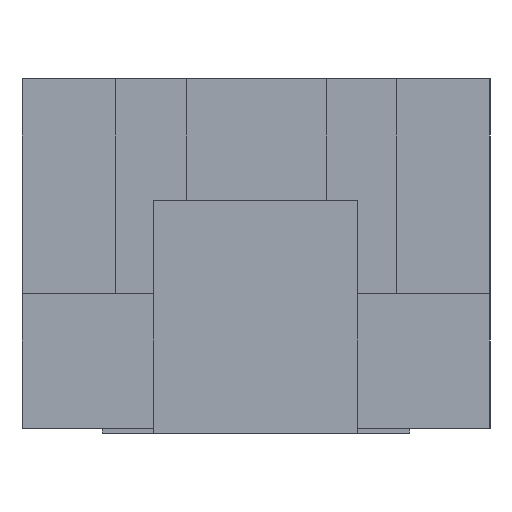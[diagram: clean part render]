
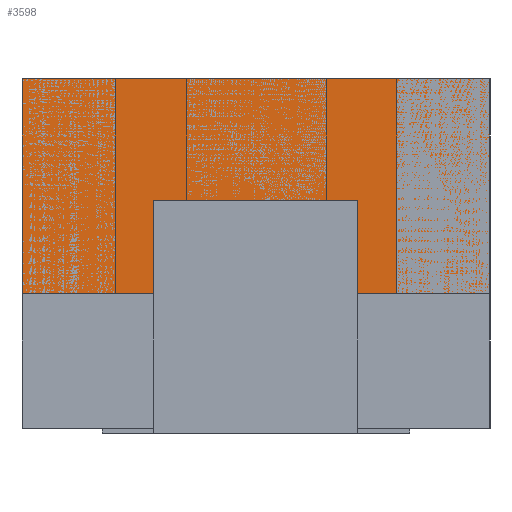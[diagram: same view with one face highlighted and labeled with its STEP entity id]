
A CAD part, left-side view. The second image highlights one B-rep face of the part: STEP entity #3598.
In plain terms, the highlighted planar face has unit normal (-1, 0, 0).
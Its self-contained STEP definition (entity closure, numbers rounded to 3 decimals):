
#3335 = EDGE_CURVE('',#3336,#3338,#3340,.T.);
#3336 = VERTEX_POINT('',#3337);
#3337 = CARTESIAN_POINT('',(0.05,0.,1.5));
#3338 = VERTEX_POINT('',#3339);
#3339 = CARTESIAN_POINT('',(0.05,0.,3.81));
#3340 = SURFACE_CURVE('',#3341,(#3345,#3357),.PCURVE_S1.);
#3341 = LINE('',#3342,#3343);
#3342 = CARTESIAN_POINT('',(0.05,0.,1.5));
#3343 = VECTOR('',#3344,1.);
#3344 = DIRECTION('',(0.,0.,1.));
#3345 = PCURVE('',#3346,#3351);
#3346 = PLANE('',#3347);
#3347 = AXIS2_PLACEMENT_3D('',#3348,#3349,#3350);
#3348 = CARTESIAN_POINT('',(0.05,0.,1.5));
#3349 = DIRECTION('',(0.,1.,0.));
#3350 = DIRECTION('',(1.,0.,0.));
#3351 = DEFINITIONAL_REPRESENTATION('',(#3352),#3356);
#3352 = LINE('',#3353,#3354);
#3353 = CARTESIAN_POINT('',(0.,0.));
#3354 = VECTOR('',#3355,1.);
#3355 = DIRECTION('',(0.,-1.));
#3356 = ( GEOMETRIC_REPRESENTATION_CONTEXT(2) 
PARAMETRIC_REPRESENTATION_CONTEXT() REPRESENTATION_CONTEXT('2D SPACE',''
  ) );
#3357 = PCURVE('',#3358,#3363);
#3358 = PLANE('',#3359);
#3359 = AXIS2_PLACEMENT_3D('',#3360,#3361,#3362);
#3360 = CARTESIAN_POINT('',(0.05,5.03,1.5));
#3361 = DIRECTION('',(1.,0.,0.));
#3362 = DIRECTION('',(0.,-1.,0.));
#3363 = DEFINITIONAL_REPRESENTATION('',(#3364),#3368);
#3364 = LINE('',#3365,#3366);
#3365 = CARTESIAN_POINT('',(5.03,0.));
#3366 = VECTOR('',#3367,1.);
#3367 = DIRECTION('',(0.,-1.));
#3368 = ( GEOMETRIC_REPRESENTATION_CONTEXT(2) 
PARAMETRIC_REPRESENTATION_CONTEXT() REPRESENTATION_CONTEXT('2D SPACE',''
  ) );
#3386 = PLANE('',#3387);
#3387 = AXIS2_PLACEMENT_3D('',#3388,#3389,#3390);
#3388 = CARTESIAN_POINT('',(0.25,2.515,3.81));
#3389 = DIRECTION('',(0.,0.,1.));
#3390 = DIRECTION('',(1.,0.,0.));
#3440 = PLANE('',#3441);
#3441 = AXIS2_PLACEMENT_3D('',#3442,#3443,#3444);
#3442 = CARTESIAN_POINT('',(0.25,2.515,1.5));
#3443 = DIRECTION('',(0.,0.,1.));
#3444 = DIRECTION('',(1.,0.,0.));
#3495 = PLANE('',#3496);
#3496 = AXIS2_PLACEMENT_3D('',#3497,#3498,#3499);
#3497 = CARTESIAN_POINT('',(0.45,5.03,1.5));
#3498 = DIRECTION('',(0.,-1.,0.));
#3499 = DIRECTION('',(-1.,0.,0.));
#3533 = VERTEX_POINT('',#3534);
#3534 = CARTESIAN_POINT('',(0.05,5.03,3.81));
#3555 = EDGE_CURVE('',#3556,#3533,#3558,.T.);
#3556 = VERTEX_POINT('',#3557);
#3557 = CARTESIAN_POINT('',(0.05,5.03,1.5));
#3558 = SURFACE_CURVE('',#3559,(#3563,#3570),.PCURVE_S1.);
#3559 = LINE('',#3560,#3561);
#3560 = CARTESIAN_POINT('',(0.05,5.03,1.5));
#3561 = VECTOR('',#3562,1.);
#3562 = DIRECTION('',(0.,0.,1.));
#3563 = PCURVE('',#3495,#3564);
#3564 = DEFINITIONAL_REPRESENTATION('',(#3565),#3569);
#3565 = LINE('',#3566,#3567);
#3566 = CARTESIAN_POINT('',(0.4,0.));
#3567 = VECTOR('',#3568,1.);
#3568 = DIRECTION('',(0.,-1.));
#3569 = ( GEOMETRIC_REPRESENTATION_CONTEXT(2) 
PARAMETRIC_REPRESENTATION_CONTEXT() REPRESENTATION_CONTEXT('2D SPACE',''
  ) );
#3570 = PCURVE('',#3358,#3571);
#3571 = DEFINITIONAL_REPRESENTATION('',(#3572),#3576);
#3572 = LINE('',#3573,#3574);
#3573 = CARTESIAN_POINT('',(0.,0.));
#3574 = VECTOR('',#3575,1.);
#3575 = DIRECTION('',(0.,-1.));
#3576 = ( GEOMETRIC_REPRESENTATION_CONTEXT(2) 
PARAMETRIC_REPRESENTATION_CONTEXT() REPRESENTATION_CONTEXT('2D SPACE',''
  ) );
#3598 = ADVANCED_FACE('',(#3599),#3358,.F.);
#3599 = FACE_BOUND('',#3600,.F.);
#3600 = EDGE_LOOP('',(#3601,#3602,#3623,#3624));
#3601 = ORIENTED_EDGE('',*,*,#3555,.T.);
#3602 = ORIENTED_EDGE('',*,*,#3603,.T.);
#3603 = EDGE_CURVE('',#3533,#3338,#3604,.T.);
#3604 = SURFACE_CURVE('',#3605,(#3609,#3616),.PCURVE_S1.);
#3605 = LINE('',#3606,#3607);
#3606 = CARTESIAN_POINT('',(0.05,5.03,3.81));
#3607 = VECTOR('',#3608,1.);
#3608 = DIRECTION('',(0.,-1.,0.));
#3609 = PCURVE('',#3358,#3610);
#3610 = DEFINITIONAL_REPRESENTATION('',(#3611),#3615);
#3611 = LINE('',#3612,#3613);
#3612 = CARTESIAN_POINT('',(0.,-2.31));
#3613 = VECTOR('',#3614,1.);
#3614 = DIRECTION('',(1.,0.));
#3615 = ( GEOMETRIC_REPRESENTATION_CONTEXT(2) 
PARAMETRIC_REPRESENTATION_CONTEXT() REPRESENTATION_CONTEXT('2D SPACE',''
  ) );
#3616 = PCURVE('',#3386,#3617);
#3617 = DEFINITIONAL_REPRESENTATION('',(#3618),#3622);
#3618 = LINE('',#3619,#3620);
#3619 = CARTESIAN_POINT('',(-0.2,2.515));
#3620 = VECTOR('',#3621,1.);
#3621 = DIRECTION('',(0.,-1.));
#3622 = ( GEOMETRIC_REPRESENTATION_CONTEXT(2) 
PARAMETRIC_REPRESENTATION_CONTEXT() REPRESENTATION_CONTEXT('2D SPACE',''
  ) );
#3623 = ORIENTED_EDGE('',*,*,#3335,.F.);
#3624 = ORIENTED_EDGE('',*,*,#3625,.F.);
#3625 = EDGE_CURVE('',#3556,#3336,#3626,.T.);
#3626 = SURFACE_CURVE('',#3627,(#3631,#3638),.PCURVE_S1.);
#3627 = LINE('',#3628,#3629);
#3628 = CARTESIAN_POINT('',(0.05,5.03,1.5));
#3629 = VECTOR('',#3630,1.);
#3630 = DIRECTION('',(0.,-1.,0.));
#3631 = PCURVE('',#3358,#3632);
#3632 = DEFINITIONAL_REPRESENTATION('',(#3633),#3637);
#3633 = LINE('',#3634,#3635);
#3634 = CARTESIAN_POINT('',(0.,0.));
#3635 = VECTOR('',#3636,1.);
#3636 = DIRECTION('',(1.,0.));
#3637 = ( GEOMETRIC_REPRESENTATION_CONTEXT(2) 
PARAMETRIC_REPRESENTATION_CONTEXT() REPRESENTATION_CONTEXT('2D SPACE',''
  ) );
#3638 = PCURVE('',#3440,#3639);
#3639 = DEFINITIONAL_REPRESENTATION('',(#3640),#3644);
#3640 = LINE('',#3641,#3642);
#3641 = CARTESIAN_POINT('',(-0.2,2.515));
#3642 = VECTOR('',#3643,1.);
#3643 = DIRECTION('',(0.,-1.));
#3644 = ( GEOMETRIC_REPRESENTATION_CONTEXT(2) 
PARAMETRIC_REPRESENTATION_CONTEXT() REPRESENTATION_CONTEXT('2D SPACE',''
  ) );
